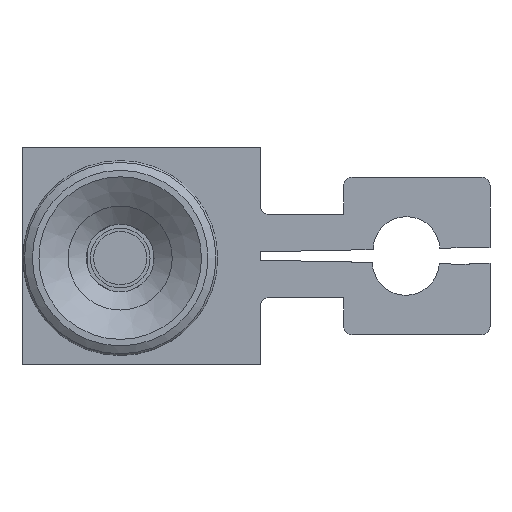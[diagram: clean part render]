
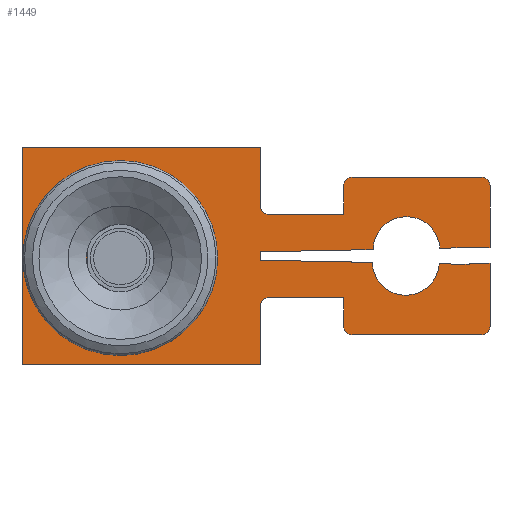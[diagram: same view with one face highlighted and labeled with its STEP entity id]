
A CAD part, front view. The second image highlights one B-rep face of the part: STEP entity #1449.
In plain terms, the highlighted planar face has unit normal (0, -1, 0).
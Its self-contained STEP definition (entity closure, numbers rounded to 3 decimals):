
#82=FACE_BOUND('',#253,.T.);
#108=PLANE('',#1654);
#166=FACE_OUTER_BOUND('',#252,.T.);
#252=EDGE_LOOP('',(#1079,#1080,#1081,#1082,#1083,#1084,#1085,#1086,#1087,
#1088,#1089,#1090,#1091,#1092,#1093,#1094,#1095,#1096,#1097,#1098,#1099,
#1100,#1101,#1102,#1103,#1104,#1105,#1106,#1107,#1108));
#253=EDGE_LOOP('',(#1109));
#344=LINE('',#2277,#482);
#364=LINE('',#2337,#502);
#368=LINE('',#2347,#506);
#370=LINE('',#2352,#508);
#371=LINE('',#2354,#509);
#372=LINE('',#2356,#510);
#373=LINE('',#2358,#511);
#374=LINE('',#2360,#512);
#375=LINE('',#2361,#513);
#376=LINE('',#2363,#514);
#377=LINE('',#2367,#515);
#378=LINE('',#2371,#516);
#379=LINE('',#2373,#517);
#380=LINE('',#2375,#518);
#381=LINE('',#2377,#519);
#382=LINE('',#2381,#520);
#383=LINE('',#2383,#521);
#384=LINE('',#2385,#522);
#385=LINE('',#2389,#523);
#386=LINE('',#2391,#524);
#387=LINE('',#2393,#525);
#388=LINE('',#2395,#526);
#482=VECTOR('',#1827,10.);
#502=VECTOR('',#1875,10.);
#506=VECTOR('',#1885,10.);
#508=VECTOR('',#1891,10.);
#509=VECTOR('',#1892,10.);
#510=VECTOR('',#1893,10.);
#511=VECTOR('',#1894,10.);
#512=VECTOR('',#1895,10.);
#513=VECTOR('',#1896,10.);
#514=VECTOR('',#1897,10.);
#515=VECTOR('',#1900,10.);
#516=VECTOR('',#1903,10.);
#517=VECTOR('',#1904,10.);
#518=VECTOR('',#1905,10.);
#519=VECTOR('',#1906,10.);
#520=VECTOR('',#1909,10.);
#521=VECTOR('',#1910,10.);
#522=VECTOR('',#1911,10.);
#523=VECTOR('',#1914,10.);
#524=VECTOR('',#1915,10.);
#525=VECTOR('',#1916,10.);
#526=VECTOR('',#1917,10.);
#617=CIRCLE('',#1631,2.);
#621=CIRCLE('',#1644,2.);
#625=CIRCLE('',#1651,2.);
#627=CIRCLE('',#1655,2.);
#628=CIRCLE('',#1656,2.);
#629=CIRCLE('',#1657,8.);
#630=CIRCLE('',#1658,8.);
#631=CIRCLE('',#1659,2.);
#632=CIRCLE('',#1660,6.35);
#676=VERTEX_POINT('',#2259);
#677=VERTEX_POINT('',#2261);
#682=VERTEX_POINT('',#2275);
#696=VERTEX_POINT('',#2308);
#697=VERTEX_POINT('',#2310);
#708=VERTEX_POINT('',#2336);
#709=VERTEX_POINT('',#2340);
#710=VERTEX_POINT('',#2341);
#711=VERTEX_POINT('',#2346);
#713=VERTEX_POINT('',#2353);
#714=VERTEX_POINT('',#2355);
#715=VERTEX_POINT('',#2357);
#716=VERTEX_POINT('',#2359);
#717=VERTEX_POINT('',#2362);
#718=VERTEX_POINT('',#2364);
#719=VERTEX_POINT('',#2366);
#720=VERTEX_POINT('',#2368);
#721=VERTEX_POINT('',#2370);
#722=VERTEX_POINT('',#2372);
#723=VERTEX_POINT('',#2374);
#724=VERTEX_POINT('',#2376);
#725=VERTEX_POINT('',#2378);
#726=VERTEX_POINT('',#2380);
#727=VERTEX_POINT('',#2382);
#728=VERTEX_POINT('',#2384);
#729=VERTEX_POINT('',#2386);
#730=VERTEX_POINT('',#2388);
#731=VERTEX_POINT('',#2390);
#732=VERTEX_POINT('',#2392);
#733=VERTEX_POINT('',#2394);
#734=VERTEX_POINT('',#2397);
#812=EDGE_CURVE('',#676,#677,#617,.T.);
#820=EDGE_CURVE('',#676,#682,#344,.T.);
#836=EDGE_CURVE('',#696,#697,#621,.T.);
#849=EDGE_CURVE('',#708,#697,#364,.T.);
#851=EDGE_CURVE('',#709,#710,#625,.T.);
#854=EDGE_CURVE('',#710,#711,#368,.T.);
#857=EDGE_CURVE('',#709,#708,#370,.T.);
#858=EDGE_CURVE('',#713,#696,#371,.T.);
#859=EDGE_CURVE('',#714,#713,#372,.T.);
#860=EDGE_CURVE('',#715,#714,#373,.T.);
#861=EDGE_CURVE('',#716,#715,#374,.T.);
#862=EDGE_CURVE('',#677,#716,#375,.T.);
#863=EDGE_CURVE('',#682,#717,#376,.T.);
#864=EDGE_CURVE('',#718,#717,#627,.T.);
#865=EDGE_CURVE('',#718,#719,#377,.T.);
#866=EDGE_CURVE('',#720,#719,#628,.T.);
#867=EDGE_CURVE('',#721,#720,#378,.T.);
#868=EDGE_CURVE('',#722,#721,#379,.T.);
#869=EDGE_CURVE('',#722,#723,#380,.T.);
#870=EDGE_CURVE('',#723,#724,#381,.T.);
#871=EDGE_CURVE('',#724,#725,#629,.T.);
#872=EDGE_CURVE('',#725,#726,#382,.T.);
#873=EDGE_CURVE('',#726,#727,#383,.T.);
#874=EDGE_CURVE('',#727,#728,#384,.T.);
#875=EDGE_CURVE('',#728,#729,#630,.T.);
#876=EDGE_CURVE('',#729,#730,#385,.T.);
#877=EDGE_CURVE('',#731,#730,#386,.T.);
#878=EDGE_CURVE('',#731,#732,#387,.T.);
#879=EDGE_CURVE('',#733,#732,#388,.T.);
#880=EDGE_CURVE('',#711,#733,#631,.T.);
#881=EDGE_CURVE('',#734,#734,#632,.T.);
#1079=ORIENTED_EDGE('',*,*,#851,.F.);
#1080=ORIENTED_EDGE('',*,*,#857,.T.);
#1081=ORIENTED_EDGE('',*,*,#849,.T.);
#1082=ORIENTED_EDGE('',*,*,#836,.F.);
#1083=ORIENTED_EDGE('',*,*,#858,.F.);
#1084=ORIENTED_EDGE('',*,*,#859,.F.);
#1085=ORIENTED_EDGE('',*,*,#860,.F.);
#1086=ORIENTED_EDGE('',*,*,#861,.F.);
#1087=ORIENTED_EDGE('',*,*,#862,.F.);
#1088=ORIENTED_EDGE('',*,*,#812,.F.);
#1089=ORIENTED_EDGE('',*,*,#820,.T.);
#1090=ORIENTED_EDGE('',*,*,#863,.T.);
#1091=ORIENTED_EDGE('',*,*,#864,.F.);
#1092=ORIENTED_EDGE('',*,*,#865,.T.);
#1093=ORIENTED_EDGE('',*,*,#866,.F.);
#1094=ORIENTED_EDGE('',*,*,#867,.F.);
#1095=ORIENTED_EDGE('',*,*,#868,.F.);
#1096=ORIENTED_EDGE('',*,*,#869,.T.);
#1097=ORIENTED_EDGE('',*,*,#870,.T.);
#1098=ORIENTED_EDGE('',*,*,#871,.T.);
#1099=ORIENTED_EDGE('',*,*,#872,.T.);
#1100=ORIENTED_EDGE('',*,*,#873,.T.);
#1101=ORIENTED_EDGE('',*,*,#874,.T.);
#1102=ORIENTED_EDGE('',*,*,#875,.T.);
#1103=ORIENTED_EDGE('',*,*,#876,.T.);
#1104=ORIENTED_EDGE('',*,*,#877,.F.);
#1105=ORIENTED_EDGE('',*,*,#878,.T.);
#1106=ORIENTED_EDGE('',*,*,#879,.F.);
#1107=ORIENTED_EDGE('',*,*,#880,.F.);
#1108=ORIENTED_EDGE('',*,*,#854,.F.);
#1109=ORIENTED_EDGE('',*,*,#881,.T.);
#1449=ADVANCED_FACE('',(#166,#82),#108,.F.);
#1631=AXIS2_PLACEMENT_3D('',#2262,#1812,#1813);
#1644=AXIS2_PLACEMENT_3D('',#2311,#1854,#1855);
#1651=AXIS2_PLACEMENT_3D('',#2342,#1879,#1880);
#1654=AXIS2_PLACEMENT_3D('',#2351,#1889,#1890);
#1655=AXIS2_PLACEMENT_3D('',#2365,#1898,#1899);
#1656=AXIS2_PLACEMENT_3D('',#2369,#1901,#1902);
#1657=AXIS2_PLACEMENT_3D('',#2379,#1907,#1908);
#1658=AXIS2_PLACEMENT_3D('',#2387,#1912,#1913);
#1659=AXIS2_PLACEMENT_3D('',#2396,#1918,#1919);
#1660=AXIS2_PLACEMENT_3D('',#2398,#1920,#1921);
#1812=DIRECTION('center_axis',(0.,-1.,0.));
#1813=DIRECTION('ref_axis',(-0.707,0.,0.707));
#1827=DIRECTION('',(1.,0.,0.));
#1854=DIRECTION('center_axis',(0.,-1.,0.));
#1855=DIRECTION('ref_axis',(-0.707,0.,-0.707));
#1875=DIRECTION('',(-1.,0.,0.));
#1879=DIRECTION('center_axis',(0.,1.,0.));
#1880=DIRECTION('ref_axis',(-0.707,0.,0.707));
#1885=DIRECTION('',(1.,0.,0.));
#1889=DIRECTION('center_axis',(0.,1.,0.));
#1890=DIRECTION('ref_axis',(0.,0.,1.));
#1891=DIRECTION('',(0.,0.,-1.));
#1892=DIRECTION('',(0.,0.,-1.));
#1893=DIRECTION('',(1.,0.,0.));
#1894=DIRECTION('',(0.,0.,1.));
#1895=DIRECTION('',(-1.,0.,0.));
#1896=DIRECTION('',(0.,0.,-1.));
#1897=DIRECTION('',(0.,0.,-1.));
#1898=DIRECTION('center_axis',(0.,1.,0.));
#1899=DIRECTION('ref_axis',(-0.707,0.,-0.707));
#1900=DIRECTION('',(1.,0.,0.));
#1901=DIRECTION('center_axis',(0.,1.,0.));
#1902=DIRECTION('ref_axis',(0.707,0.,-0.707));
#1903=DIRECTION('',(0.,0.,-1.));
#1904=DIRECTION('',(1.,0.,0.));
#1905=DIRECTION('',(0.,0.,-1.));
#1906=DIRECTION('',(-1.,0.,0.02));
#1907=DIRECTION('center_axis',(0.,1.,0.));
#1908=DIRECTION('ref_axis',(0.999,0.,-0.04));
#1909=DIRECTION('',(-1.,0.,0.02));
#1910=DIRECTION('',(0.,0.,1.));
#1911=DIRECTION('',(1.,0.,0.02));
#1912=DIRECTION('center_axis',(0.,1.,0.));
#1913=DIRECTION('ref_axis',(-0.999,0.,-0.04));
#1914=DIRECTION('',(1.,0.,0.02));
#1915=DIRECTION('',(0.,0.,-1.));
#1916=DIRECTION('',(1.,0.,0.));
#1917=DIRECTION('',(0.,0.,-1.));
#1918=DIRECTION('center_axis',(0.,1.,0.));
#1919=DIRECTION('ref_axis',(0.707,0.,0.707));
#1920=DIRECTION('center_axis',(0.,1.,0.));
#1921=DIRECTION('ref_axis',(-1.,0.,0.));
#2259=CARTESIAN_POINT('',(2.,0.,-36.));
#2261=CARTESIAN_POINT('',(0.,0.,-38.));
#2262=CARTESIAN_POINT('Origin',(2.,0.,-38.));
#2275=CARTESIAN_POINT('',(20.,0.,-36.));
#2277=CARTESIAN_POINT('',(-4.25,0.,-36.));
#2308=CARTESIAN_POINT('',(0.,0.,-14.));
#2310=CARTESIAN_POINT('',(2.,0.,-16.));
#2311=CARTESIAN_POINT('Origin',(2.,0.,-14.));
#2336=CARTESIAN_POINT('',(20.,0.,-16.));
#2337=CARTESIAN_POINT('',(-14.25,0.,-16.));
#2340=CARTESIAN_POINT('',(20.,0.,-9.175));
#2341=CARTESIAN_POINT('',(22.,0.,-7.175));
#2342=CARTESIAN_POINT('Origin',(22.,0.,-9.175));
#2346=CARTESIAN_POINT('',(53.,0.,-7.175));
#2347=CARTESIAN_POINT('',(0.,0.,-7.175));
#2351=CARTESIAN_POINT('Origin',(-28.5,0.,-26.));
#2352=CARTESIAN_POINT('',(20.,0.,-21.));
#2353=CARTESIAN_POINT('',(0.,0.,0.));
#2354=CARTESIAN_POINT('',(0.,0.,0.));
#2355=CARTESIAN_POINT('',(-57.,0.,0.));
#2356=CARTESIAN_POINT('',(-57.,0.,0.));
#2357=CARTESIAN_POINT('',(-57.,0.,-52.));
#2358=CARTESIAN_POINT('',(-57.,0.,-52.));
#2359=CARTESIAN_POINT('',(0.,0.,-52.));
#2360=CARTESIAN_POINT('',(0.,0.,-52.));
#2361=CARTESIAN_POINT('',(0.,0.,0.));
#2362=CARTESIAN_POINT('',(20.,0.,-42.825));
#2363=CARTESIAN_POINT('',(20.,0.,-35.413));
#2364=CARTESIAN_POINT('',(22.,0.,-44.825));
#2365=CARTESIAN_POINT('Origin',(22.,0.,-42.825));
#2366=CARTESIAN_POINT('',(53.,0.,-44.825));
#2367=CARTESIAN_POINT('',(0.,0.,-44.825));
#2368=CARTESIAN_POINT('',(55.,0.,-42.825));
#2369=CARTESIAN_POINT('Origin',(53.,0.,-42.825));
#2370=CARTESIAN_POINT('',(55.,0.,-27.714));
#2371=CARTESIAN_POINT('',(55.,0.,-27.714));
#2372=CARTESIAN_POINT('',(50.,0.,-27.714));
#2373=CARTESIAN_POINT('',(50.,0.,-27.714));
#2374=CARTESIAN_POINT('',(50.,0.,-28.));
#2375=CARTESIAN_POINT('',(50.,0.,-27.714));
#2376=CARTESIAN_POINT('',(42.84,0.,-27.857));
#2377=CARTESIAN_POINT('',(-14.254,0.,-26.715));
#2378=CARTESIAN_POINT('',(26.855,0.,-27.537));
#2379=CARTESIAN_POINT('Origin',(34.854,0.,-27.394));
#2380=CARTESIAN_POINT('',(0.,0.,-27.));
#2381=CARTESIAN_POINT('',(-14.254,0.,-26.715));
#2382=CARTESIAN_POINT('',(0.,0.,-25.));
#2383=CARTESIAN_POINT('',(0.,0.,-25.5));
#2384=CARTESIAN_POINT('',(27.013,0.,-24.46));
#2385=CARTESIAN_POINT('',(10.746,0.,-24.785));
#2386=CARTESIAN_POINT('',(42.999,0.,-24.14));
#2387=CARTESIAN_POINT('Origin',(35.012,0.,-24.6));
#2388=CARTESIAN_POINT('',(50.,0.,-24.));
#2389=CARTESIAN_POINT('',(10.746,0.,-24.785));
#2390=CARTESIAN_POINT('',(50.,0.,-23.977));
#2391=CARTESIAN_POINT('',(50.,0.,0.));
#2392=CARTESIAN_POINT('',(55.,0.,-23.977));
#2393=CARTESIAN_POINT('',(50.,0.,-23.977));
#2394=CARTESIAN_POINT('',(55.,0.,-9.175));
#2395=CARTESIAN_POINT('',(55.,0.,-7.175));
#2396=CARTESIAN_POINT('Origin',(53.,0.,-9.175));
#2397=CARTESIAN_POINT('',(-27.15,0.,-26.5));
#2398=CARTESIAN_POINT('Origin',(-33.5,0.,-26.5));
